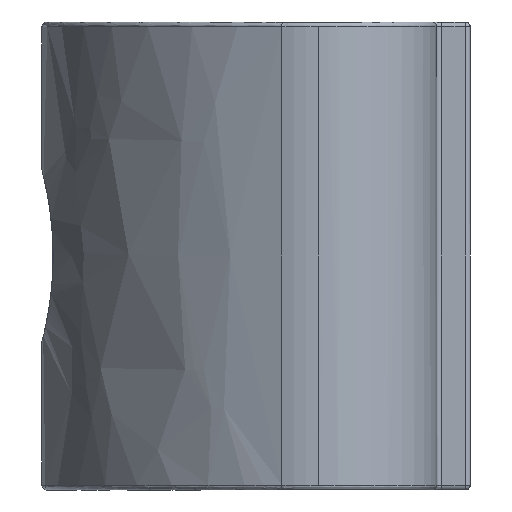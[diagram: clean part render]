
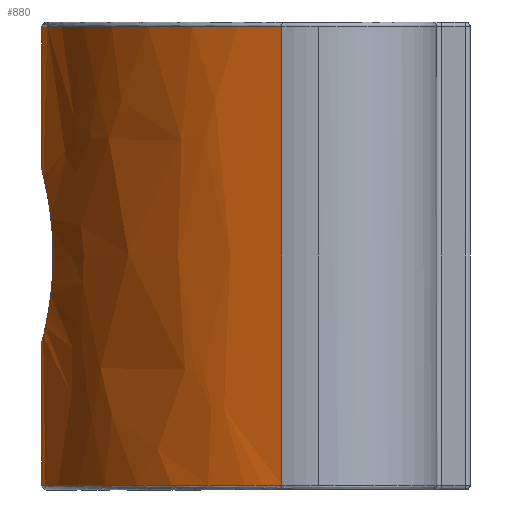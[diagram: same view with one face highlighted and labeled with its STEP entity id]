
A CAD part, left-side view. The second image highlights one B-rep face of the part: STEP entity #880.
In plain terms, the highlighted free-form (B-spline) face has degree [2, 1] with [3, 2] control points.
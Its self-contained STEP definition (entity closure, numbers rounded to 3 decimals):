
#119 = VERTEX_POINT('',#120);
#120 = CARTESIAN_POINT('',(0.782,12.894,2.729
    ));
#126 = EDGE_CURVE('',#127,#119,#129,.T.);
#127 = VERTEX_POINT('',#128);
#128 = CARTESIAN_POINT('',(-0.782,12.894,
    -2.729));
#129 = B_SPLINE_CURVE_WITH_KNOTS('',3,(#130,#131,#132,#133,#134,#135,
    #136,#137,#138,#139,#140,#141,#142,#143,#144,#145,#146,#147,#148,
    #149,#150,#151,#152,#153,#154,#155,#156,#157,#158,#159),
  .UNSPECIFIED.,.F.,.F.,(4,2,2,2,2,2,2,2,2,2,2,2,2,2,4),(
    0.013,0.014,0.014,
    0.015,0.015,0.016,
    0.017,0.017,0.017,
    0.018,0.019,0.019,
    0.02,0.02,0.02),
  .UNSPECIFIED.);
#130 = CARTESIAN_POINT('',(-0.782,12.894,
    -2.729));
#131 = CARTESIAN_POINT('',(-0.6,12.907,
    -2.78));
#132 = CARTESIAN_POINT('',(-0.415,12.915,
    -2.813));
#133 = CARTESIAN_POINT('',(-0.04,12.923,
    -2.842));
#134 = CARTESIAN_POINT('',(0.151,12.922,
    -2.838));
#135 = CARTESIAN_POINT('',(0.524,12.911,
    -2.795));
#136 = CARTESIAN_POINT('',(0.707,12.901,-2.755
    ));
#137 = CARTESIAN_POINT('',(1.063,12.873,
    -2.642));
#138 = CARTESIAN_POINT('',(1.238,12.855,
    -2.567));
#139 = CARTESIAN_POINT('',(1.727,12.794,
    -2.298));
#140 = CARTESIAN_POINT('',(2.019,12.743,
    -2.054));
#141 = CARTESIAN_POINT('',(2.368,12.672,-1.621
    ));
#142 = CARTESIAN_POINT('',(2.472,12.649,-1.464
    ));
#143 = CARTESIAN_POINT('',(2.645,12.609,
    -1.132));
#144 = CARTESIAN_POINT('',(2.714,12.592,
    -0.959));
#145 = CARTESIAN_POINT('',(2.818,12.566,
    -0.601));
#146 = CARTESIAN_POINT('',(2.853,12.557,
    -0.413));
#147 = CARTESIAN_POINT('',(2.883,12.549,
    -0.04));
#148 = CARTESIAN_POINT('',(2.88,12.55,0.146
    ));
#149 = CARTESIAN_POINT('',(2.812,12.567,0.707
    ));
#150 = CARTESIAN_POINT('',(2.692,12.599,1.068
    ));
#151 = CARTESIAN_POINT('',(2.413,12.662,1.556
    ));
#152 = CARTESIAN_POINT('',(2.305,12.685,1.707
    ));
#153 = CARTESIAN_POINT('',(2.062,12.733,1.987
    ));
#154 = CARTESIAN_POINT('',(1.924,12.758,2.117)
  );
#155 = CARTESIAN_POINT('',(1.63,12.805,2.344
    ));
#156 = CARTESIAN_POINT('',(1.473,12.826,2.443
    ));
#157 = CARTESIAN_POINT('',(1.139,12.865,2.611
    ));
#158 = CARTESIAN_POINT('',(0.962,12.882,2.679
    ));
#159 = CARTESIAN_POINT('',(0.782,12.894,2.729
    ));
#853 = VERTEX_POINT('',#854);
#854 = CARTESIAN_POINT('',(10.794,5.071,
    -7.494));
#860 = EDGE_CURVE('',#861,#853,#863,.T.);
#861 = VERTEX_POINT('',#862);
#862 = CARTESIAN_POINT('',(10.794,5.071,7.494
    ));
#863 = B_SPLINE_CURVE_WITH_KNOTS('',1,(#864,#865),.UNSPECIFIED.,.F.,.F.,
  (2,2),(0.125,11.725),.PIECEWISE_BEZIER_KNOTS.);
#864 = CARTESIAN_POINT('',(10.794,5.071,7.494
    ));
#865 = CARTESIAN_POINT('',(10.794,5.071,
    -7.494));
#880 = ADVANCED_FACE('',(#881,#917),#941,.T.);
#881 = FACE_BOUND('',#882,.T.);
#882 = EDGE_LOOP('',(#883,#884));
#883 = ORIENTED_EDGE('',*,*,#126,.T.);
#884 = ORIENTED_EDGE('',*,*,#885,.T.);
#885 = EDGE_CURVE('',#119,#127,#886,.T.);
#886 = B_SPLINE_CURVE_WITH_KNOTS('',3,(#887,#888,#889,#890,#891,#892,
    #893,#894,#895,#896,#897,#898,#899,#900,#901,#902,#903,#904,#905,
    #906,#907,#908,#909,#910,#911,#912,#913,#914,#915,#916),
  .UNSPECIFIED.,.F.,.F.,(4,2,2,2,2,2,2,2,2,2,2,2,2,2,4),(
    0.006,0.007,0.007,
    0.008,0.008,0.009,
    0.009,0.01,0.01,
    0.011,0.012,0.012,
    0.013,0.013,0.013),
  .UNSPECIFIED.);
#887 = CARTESIAN_POINT('',(0.782,12.894,2.729
    ));
#888 = CARTESIAN_POINT('',(0.602,12.907,2.78
    ));
#889 = CARTESIAN_POINT('',(0.414,12.915,2.813)
  );
#890 = CARTESIAN_POINT('',(0.039,12.923,
    2.842));
#891 = CARTESIAN_POINT('',(-0.147,12.922,
    2.839));
#892 = CARTESIAN_POINT('',(-0.52,12.911,2.796
    ));
#893 = CARTESIAN_POINT('',(-0.706,12.901,2.756
    ));
#894 = CARTESIAN_POINT('',(-1.062,12.873,
    2.642));
#895 = CARTESIAN_POINT('',(-1.233,12.855,2.569
    ));
#896 = CARTESIAN_POINT('',(-1.728,12.794,
    2.298));
#897 = CARTESIAN_POINT('',(-2.017,12.743,
    2.057));
#898 = CARTESIAN_POINT('',(-2.369,12.672,
    1.62));
#899 = CARTESIAN_POINT('',(-2.471,12.649,
    1.465));
#900 = CARTESIAN_POINT('',(-2.643,12.609,
    1.135));
#901 = CARTESIAN_POINT('',(-2.714,12.592,
    0.959));
#902 = CARTESIAN_POINT('',(-2.818,12.566,
    0.6));
#903 = CARTESIAN_POINT('',(-2.852,12.557,
    0.417));
#904 = CARTESIAN_POINT('',(-2.883,12.549,
    0.042));
#905 = CARTESIAN_POINT('',(-2.879,12.55,
    -0.148));
#906 = CARTESIAN_POINT('',(-2.813,12.567,
    -0.705));
#907 = CARTESIAN_POINT('',(-2.691,12.599,
    -1.069));
#908 = CARTESIAN_POINT('',(-2.414,12.662,
    -1.554));
#909 = CARTESIAN_POINT('',(-2.304,12.685,
    -1.708));
#910 = CARTESIAN_POINT('',(-2.06,12.733,
    -1.989));
#911 = CARTESIAN_POINT('',(-1.925,12.758,
    -2.116));
#912 = CARTESIAN_POINT('',(-1.63,12.805,
    -2.344));
#913 = CARTESIAN_POINT('',(-1.47,12.827,
    -2.445));
#914 = CARTESIAN_POINT('',(-1.138,12.865,
    -2.611));
#915 = CARTESIAN_POINT('',(-0.964,12.882,
    -2.679));
#916 = CARTESIAN_POINT('',(-0.782,12.894,
    -2.729));
#917 = FACE_BOUND('',#918,.T.);
#918 = EDGE_LOOP('',(#919,#920,#928,#935));
#919 = ORIENTED_EDGE('',*,*,#860,.T.);
#920 = ORIENTED_EDGE('',*,*,#921,.T.);
#921 = EDGE_CURVE('',#853,#922,#924,.T.);
#922 = VERTEX_POINT('',#923);
#923 = CARTESIAN_POINT('',(-10.794,5.071,
    -7.494));
#924 = ( BOUNDED_CURVE() B_SPLINE_CURVE(2,(#925,#926,#927),
.UNSPECIFIED.,.F.,.F.) B_SPLINE_CURVE_WITH_KNOTS((3,3),(0.313,
2.828),.PIECEWISE_BEZIER_KNOTS.) CURVE() 
GEOMETRIC_REPRESENTATION_ITEM() RATIONAL_B_SPLINE_CURVE((1.,
0.308,1.)) REPRESENTATION_ITEM('') );
#925 = CARTESIAN_POINT('',(10.794,5.071,
    -7.494));
#926 = CARTESIAN_POINT('',(0.,38.401,
    -7.494));
#927 = CARTESIAN_POINT('',(-10.794,5.071,
    -7.494));
#928 = ORIENTED_EDGE('',*,*,#929,.F.);
#929 = EDGE_CURVE('',#930,#922,#932,.T.);
#930 = VERTEX_POINT('',#931);
#931 = CARTESIAN_POINT('',(-10.794,5.071,7.494
    ));
#932 = B_SPLINE_CURVE_WITH_KNOTS('',1,(#933,#934),.UNSPECIFIED.,.F.,.F.,
  (2,2),(0.125,11.725),.PIECEWISE_BEZIER_KNOTS.);
#933 = CARTESIAN_POINT('',(-10.794,5.071,7.494
    ));
#934 = CARTESIAN_POINT('',(-10.794,5.071,
    -7.494));
#935 = ORIENTED_EDGE('',*,*,#936,.T.);
#936 = EDGE_CURVE('',#930,#861,#937,.T.);
#937 = ( BOUNDED_CURVE() B_SPLINE_CURVE(2,(#938,#939,#940),
.UNSPECIFIED.,.F.,.F.) B_SPLINE_CURVE_WITH_KNOTS((3,3),(3.455,
5.97),.PIECEWISE_BEZIER_KNOTS.) CURVE() 
GEOMETRIC_REPRESENTATION_ITEM() RATIONAL_B_SPLINE_CURVE((1.,
0.308,1.)) REPRESENTATION_ITEM('') );
#938 = CARTESIAN_POINT('',(-10.794,5.071,7.494
    ));
#939 = CARTESIAN_POINT('',(0.,38.401,
    7.494));
#940 = CARTESIAN_POINT('',(10.794,5.071,7.494
    ));
#941 = ( BOUNDED_SURFACE() B_SPLINE_SURFACE(2,1,(
    (#942,#943)
    ,(#944,#945)
,(#946,#947
    )),.UNSPECIFIED.,.F.,.F.,.F.) B_SPLINE_SURFACE_WITH_KNOTS((3,3),(2,2
    ),(0.313,2.828),(0.125,11.725),
.PIECEWISE_BEZIER_KNOTS.) GEOMETRIC_REPRESENTATION_ITEM() 
RATIONAL_B_SPLINE_SURFACE((
    (1.,1.)
    ,(0.308,0.308)
,(1.,1.))) REPRESENTATION_ITEM('') SURFACE() );
#942 = CARTESIAN_POINT('',(-10.794,5.071,7.494
    ));
#943 = CARTESIAN_POINT('',(-10.794,5.071,
    -7.494));
#944 = CARTESIAN_POINT('',(0.,38.401,
    7.494));
#945 = CARTESIAN_POINT('',(0.,38.401,
    -7.494));
#946 = CARTESIAN_POINT('',(10.794,5.071,7.494
    ));
#947 = CARTESIAN_POINT('',(10.794,5.071,
    -7.494));
